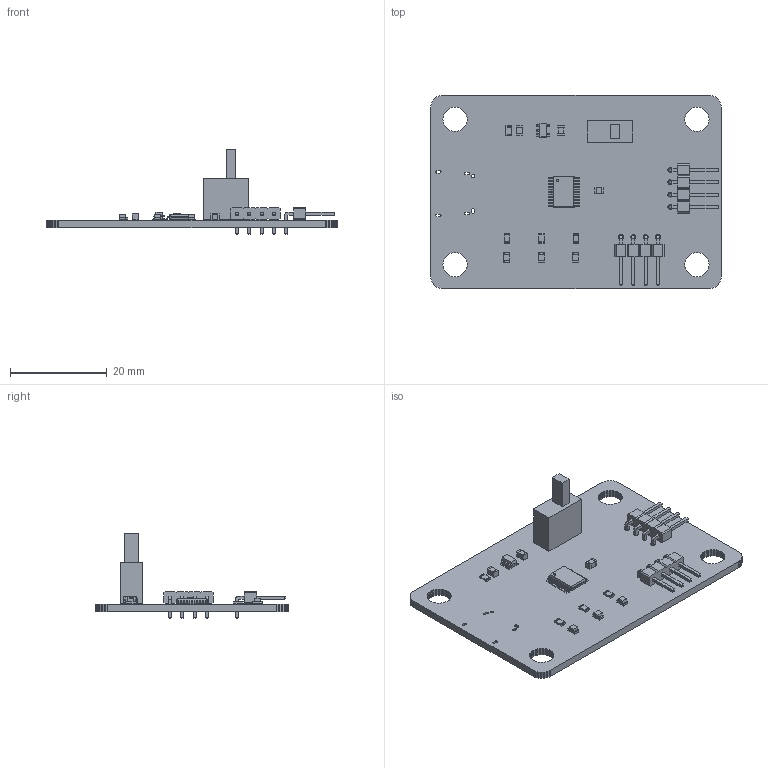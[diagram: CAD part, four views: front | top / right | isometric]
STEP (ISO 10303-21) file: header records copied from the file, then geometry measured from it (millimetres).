
FILE_DESCRIPTION(('KiCad electronic assembly'),'2;1');
FILE_NAME('comms_dev_board.step','2023-11-05T20:47:25',('Pcbnew'),( 'Kicad'),'Open CASCADE STEP processor 7.6','KiCad to STEP converter' ,'Unknown');
FILE_SCHEMA(('AUTOMOTIVE_DESIGN { 1 0 10303 214 1 1 1 1 }'));
Length unit declared in the file: millimetre
Products named in the file (16): comms_dev_board 1; TSSOP-20_4.4x6.5mm_P0.65mm; SOLID; PinHeader_1x04_P2.54mm_Horizontal; R_0805_2012Metric; LED_0805_2012Metric; C_0805_2012Metric; EG 1248 v1; SOT-23-5; PCB
Assembly tree (23 placements, depth 3):
  comms_dev_board 1
    TSSOP-20_4.4x6.5mm_P0.65mm
      SOLID
    PinHeader_1x04_P2.54mm_Horizontal  x2
      SOLID
    R_0805_2012Metric  x4
      SOLID
    LED_0805_2012Metric  x3
      SOLID
    C_0805_2012Metric  x3
      SOLID
    EG 1248 v1
      SOLID
    SOT-23-5
      SOLID
    PCB
Bounding box: 60 x 40 x 17.5 mm (x, y, z)
Volume: 4255.7 mm3; surface area: 6181.7 mm2
Topology: 16 solids, 16 shells, 1378 faces, 3705 edges, 2386 vertices
Faces by surface type: plane 1090, cylinder 215, bspline 73
Full cylindrical faces by diameter (mm): 0.5 x1, 0.65 x1, 0.8 x3, 1 x8, 1.3 x2
Entity records: 74092 total; most frequent: CARTESIAN_POINT 12839, DIRECTION 10330, LINE 7638, VECTOR 7638, ORIENTED_EDGE 5634, PCURVE 5634, DEFINITIONAL_REPRESENTATION 5634, EDGE_CURVE 2817
